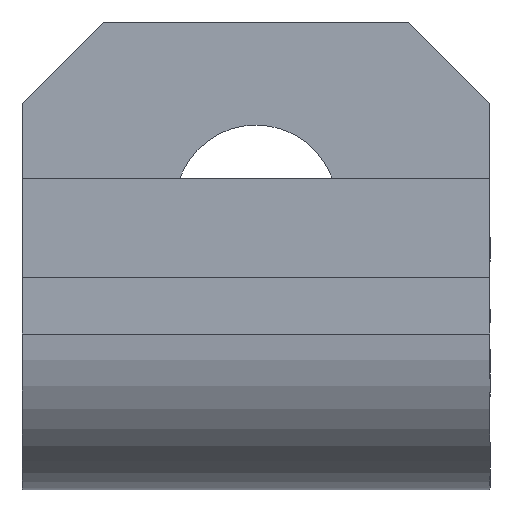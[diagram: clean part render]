
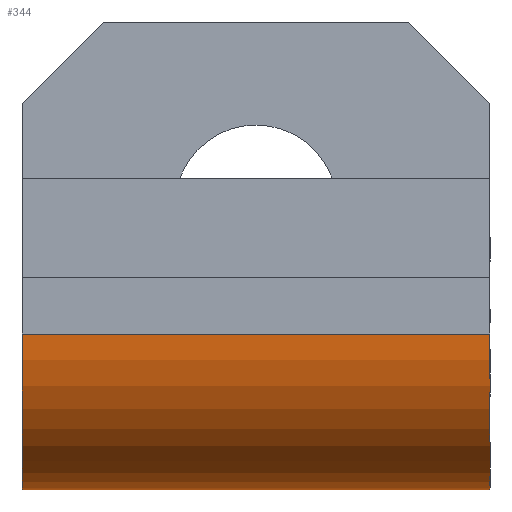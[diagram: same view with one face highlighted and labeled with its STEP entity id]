
A CAD part, left-side view. The second image highlights one B-rep face of the part: STEP entity #344.
In plain terms, the highlighted free-form (B-spline) face has degree [2, 1] with [3, 2] control points.
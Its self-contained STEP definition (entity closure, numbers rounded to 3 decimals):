
#45 = VERTEX_POINT('',#46);
#46 = CARTESIAN_POINT('',(-54.907,0.,
    -19.466));
#51 = EDGE_CURVE('',#52,#45,#54,.T.);
#52 = VERTEX_POINT('',#53);
#53 = CARTESIAN_POINT('',(-84.457,0.,
    10.084));
#54 = ( BOUNDED_CURVE() B_SPLINE_CURVE(2,(#55,#56,#57),.UNSPECIFIED.,.F.
,.F.) B_SPLINE_CURVE_WITH_KNOTS((3,3),(4.712,6.283),
.PIECEWISE_BEZIER_KNOTS.) CURVE() GEOMETRIC_REPRESENTATION_ITEM() 
RATIONAL_B_SPLINE_CURVE((1.,0.707,1.)) REPRESENTATION_ITEM('') 
  );
#55 = CARTESIAN_POINT('',(-84.457,0.,
    10.084));
#56 = CARTESIAN_POINT('',(-84.457,0.,
    -19.466));
#57 = CARTESIAN_POINT('',(-54.907,0.,
    -19.466));
#304 = VERTEX_POINT('',#305);
#305 = CARTESIAN_POINT('',(-54.907,-88.649,
    -19.466));
#310 = EDGE_CURVE('',#45,#304,#311,.T.);
#311 = B_SPLINE_CURVE_WITH_KNOTS('',1,(#312,#313),.UNSPECIFIED.,.F.,.F.,
  (2,2),(0.,75.),.PIECEWISE_BEZIER_KNOTS.);
#312 = CARTESIAN_POINT('',(-54.907,0.,
    -19.466));
#313 = CARTESIAN_POINT('',(-54.907,-88.649,
    -19.466));
#344 = ADVANCED_FACE('',(#345),#362,.T.);
#345 = FACE_BOUND('',#346,.T.);
#346 = EDGE_LOOP('',(#347,#348,#349,#357));
#347 = ORIENTED_EDGE('',*,*,#51,.T.);
#348 = ORIENTED_EDGE('',*,*,#310,.T.);
#349 = ORIENTED_EDGE('',*,*,#350,.F.);
#350 = EDGE_CURVE('',#351,#304,#353,.T.);
#351 = VERTEX_POINT('',#352);
#352 = CARTESIAN_POINT('',(-84.457,-88.649,
    10.084));
#353 = ( BOUNDED_CURVE() B_SPLINE_CURVE(2,(#354,#355,#356),
.UNSPECIFIED.,.F.,.F.) B_SPLINE_CURVE_WITH_KNOTS((3,3),(4.712,
6.283),.PIECEWISE_BEZIER_KNOTS.) CURVE() 
GEOMETRIC_REPRESENTATION_ITEM() RATIONAL_B_SPLINE_CURVE((1.,
0.707,1.)) REPRESENTATION_ITEM('') );
#354 = CARTESIAN_POINT('',(-84.457,-88.649,
    10.084));
#355 = CARTESIAN_POINT('',(-84.457,-88.649,
    -19.466));
#356 = CARTESIAN_POINT('',(-54.907,-88.649,
    -19.466));
#357 = ORIENTED_EDGE('',*,*,#358,.F.);
#358 = EDGE_CURVE('',#52,#351,#359,.T.);
#359 = B_SPLINE_CURVE_WITH_KNOTS('',1,(#360,#361),.UNSPECIFIED.,.F.,.F.,
  (2,2),(0.,75.),.PIECEWISE_BEZIER_KNOTS.);
#360 = CARTESIAN_POINT('',(-84.457,0.,
    10.084));
#361 = CARTESIAN_POINT('',(-84.457,-88.649,
    10.084));
#362 = ( BOUNDED_SURFACE() B_SPLINE_SURFACE(2,1,(
    (#363,#364)
    ,(#365,#366)
,(#367,#368
    )),.UNSPECIFIED.,.F.,.F.,.F.) B_SPLINE_SURFACE_WITH_KNOTS((3,3),(2,2
    ),(0.,1.571),(0.,75.),.PIECEWISE_BEZIER_KNOTS.) 
GEOMETRIC_REPRESENTATION_ITEM() RATIONAL_B_SPLINE_SURFACE((
    (1.,1.)
    ,(0.707,0.707)
,(1.,1.))) REPRESENTATION_ITEM('') SURFACE() );
#363 = CARTESIAN_POINT('',(-84.457,0.,
    10.084));
#364 = CARTESIAN_POINT('',(-84.457,-88.649,
    10.084));
#365 = CARTESIAN_POINT('',(-84.457,0.,
    -19.466));
#366 = CARTESIAN_POINT('',(-84.457,-88.649,
    -19.466));
#367 = CARTESIAN_POINT('',(-54.907,0.,
    -19.466));
#368 = CARTESIAN_POINT('',(-54.907,-88.649,
    -19.466));
